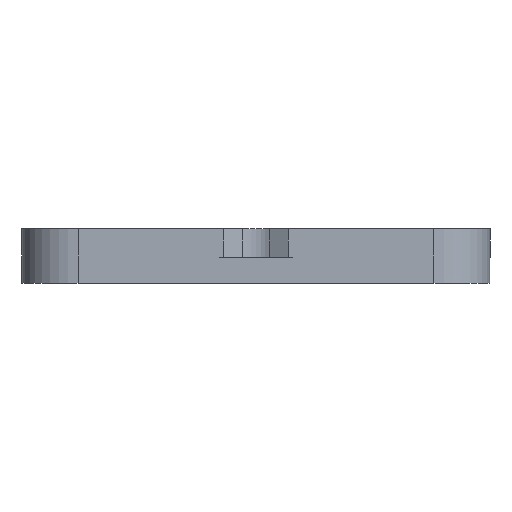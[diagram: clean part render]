
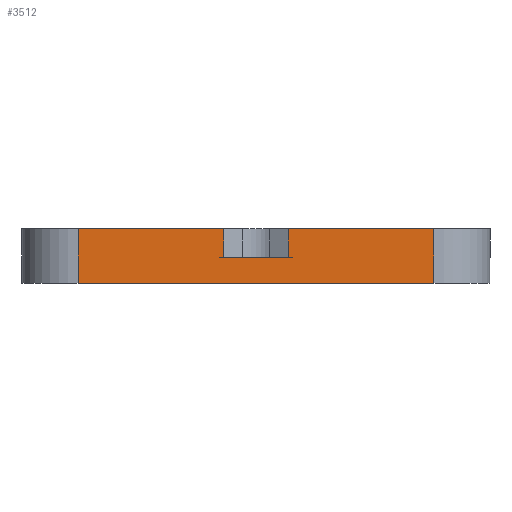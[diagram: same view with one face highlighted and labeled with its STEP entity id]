
A CAD part, front view. The second image highlights one B-rep face of the part: STEP entity #3512.
In plain terms, the highlighted planar face has unit normal (0, -1, 0).
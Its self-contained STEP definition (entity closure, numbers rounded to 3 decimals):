
#266=FACE_OUTER_BOUND('',#457,.T.);
#457=EDGE_LOOP('',(#2935,#2936,#2937,#2938,#2939,#2940,#2941,#2942));
#508=LINE('',#4982,#856);
#520=LINE('',#5027,#868);
#587=LINE('',#5303,#935);
#678=LINE('',#5538,#1026);
#802=LINE('',#5882,#1150);
#804=LINE('',#5885,#1152);
#805=LINE('',#5887,#1153);
#806=LINE('',#5888,#1154);
#856=VECTOR('',#3925,10.);
#868=VECTOR('',#3961,10.);
#935=VECTOR('',#4182,10.);
#1026=VECTOR('',#4431,10.);
#1150=VECTOR('',#4811,10.);
#1152=VECTOR('',#4815,10.);
#1153=VECTOR('',#4816,10.);
#1154=VECTOR('',#4817,10.);
#1374=VERTEX_POINT('',#4979);
#1375=VERTEX_POINT('',#4981);
#1396=VERTEX_POINT('',#5025);
#1527=VERTEX_POINT('',#5300);
#1528=VERTEX_POINT('',#5302);
#1593=VERTEX_POINT('',#5536);
#1685=VERTEX_POINT('',#5881);
#1686=VERTEX_POINT('',#5886);
#1718=EDGE_CURVE('',#1375,#1374,#508,.T.);
#1741=EDGE_CURVE('',#1374,#1396,#520,.T.);
#1872=EDGE_CURVE('',#1527,#1528,#587,.T.);
#1990=EDGE_CURVE('',#1527,#1593,#678,.T.);
#2161=EDGE_CURVE('',#1528,#1685,#802,.T.);
#2163=EDGE_CURVE('',#1396,#1685,#804,.T.);
#2164=EDGE_CURVE('',#1686,#1593,#805,.T.);
#2165=EDGE_CURVE('',#1375,#1686,#806,.T.);
#2935=ORIENTED_EDGE('',*,*,#1718,.T.);
#2936=ORIENTED_EDGE('',*,*,#1741,.T.);
#2937=ORIENTED_EDGE('',*,*,#2163,.T.);
#2938=ORIENTED_EDGE('',*,*,#2161,.F.);
#2939=ORIENTED_EDGE('',*,*,#1872,.F.);
#2940=ORIENTED_EDGE('',*,*,#1990,.T.);
#2941=ORIENTED_EDGE('',*,*,#2164,.F.);
#2942=ORIENTED_EDGE('',*,*,#2165,.F.);
#3342=PLANE('',#3862);
#3512=ADVANCED_FACE('',(#266),#3342,.F.);
#3862=AXIS2_PLACEMENT_3D('',#5884,#4813,#4814);
#3925=DIRECTION('',(1.,0.,0.));
#3961=DIRECTION('',(0.,0.,1.));
#4182=DIRECTION('',(1.,0.,0.));
#4431=DIRECTION('',(0.,0.,1.));
#4811=DIRECTION('',(0.,0.,1.));
#4813=DIRECTION('center_axis',(0.,1.,0.));
#4814=DIRECTION('ref_axis',(-1.,0.,0.));
#4815=DIRECTION('',(-1.,0.,0.));
#4816=DIRECTION('',(1.,0.,0.));
#4817=DIRECTION('',(0.,0.,1.));
#4979=CARTESIAN_POINT('',(126.141,-61.241,3.519));
#4981=CARTESIAN_POINT('',(84.866,-61.241,3.519));
#4982=CARTESIAN_POINT('',(84.866,-61.241,3.519));
#5025=CARTESIAN_POINT('',(126.141,-61.241,9.869));
#5027=CARTESIAN_POINT('',(126.141,-61.241,3.519));
#5300=CARTESIAN_POINT('',(101.754,-61.241,6.519));
#5302=CARTESIAN_POINT('',(109.252,-61.241,6.519));
#5303=CARTESIAN_POINT('',(84.866,-61.241,6.519));
#5536=CARTESIAN_POINT('',(101.754,-61.241,9.869));
#5538=CARTESIAN_POINT('',(101.754,-61.241,3.519));
#5881=CARTESIAN_POINT('',(109.252,-61.241,9.869));
#5882=CARTESIAN_POINT('',(109.252,-61.241,3.519));
#5884=CARTESIAN_POINT('Origin',(126.141,-61.241,3.519));
#5885=CARTESIAN_POINT('',(126.141,-61.241,9.869));
#5886=CARTESIAN_POINT('',(84.866,-61.241,9.869));
#5887=CARTESIAN_POINT('',(84.866,-61.241,9.869));
#5888=CARTESIAN_POINT('',(84.866,-61.241,3.519));
